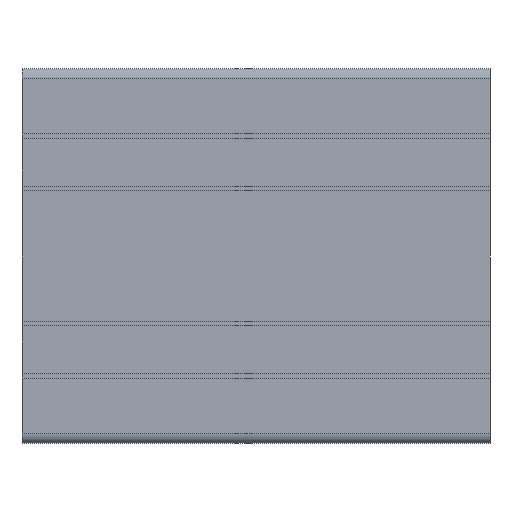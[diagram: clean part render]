
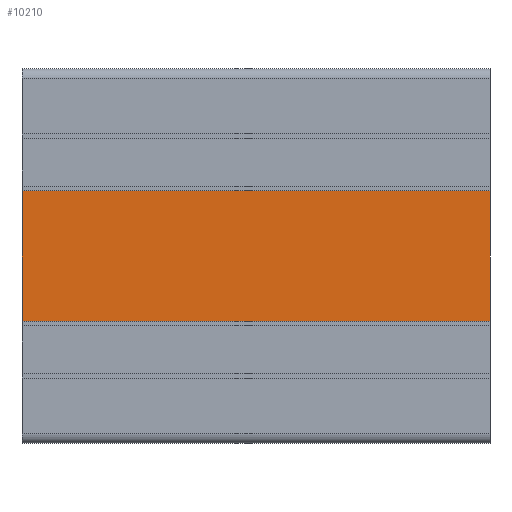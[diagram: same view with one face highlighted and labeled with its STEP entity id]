
A CAD part, left-side view. The second image highlights one B-rep face of the part: STEP entity #10210.
In plain terms, the highlighted planar face has unit normal (-1, 0, 0).
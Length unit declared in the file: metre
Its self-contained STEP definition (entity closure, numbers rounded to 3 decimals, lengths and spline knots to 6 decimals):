
#846=FACE_OUTER_BOUND('',#1348,.T.);
#1348=EDGE_LOOP('',(#8091,#8092,#8093,#8094));
#2490=LINE('',#16359,#3726);
#2491=LINE('',#16362,#3727);
#2492=LINE('',#16364,#3728);
#2493=LINE('',#16365,#3729);
#3726=VECTOR('',#13383,0.1);
#3727=VECTOR('',#13386,0.0278);
#3728=VECTOR('',#13387,0.0278);
#3729=VECTOR('',#13388,0.1);
#4757=VERTEX_POINT('',#16355);
#4758=VERTEX_POINT('',#16357);
#4759=VERTEX_POINT('',#16361);
#4760=VERTEX_POINT('',#16363);
#6174=EDGE_CURVE('',#4758,#4757,#2490,.T.);
#6175=EDGE_CURVE('',#4759,#4757,#2491,.T.);
#6176=EDGE_CURVE('',#4760,#4758,#2492,.T.);
#6177=EDGE_CURVE('',#4760,#4759,#2493,.T.);
#8091=ORIENTED_EDGE('',*,*,#6175,.T.);
#8092=ORIENTED_EDGE('',*,*,#6174,.F.);
#8093=ORIENTED_EDGE('',*,*,#6176,.F.);
#8094=ORIENTED_EDGE('',*,*,#6177,.T.);
#9734=PLANE('',#10947);
#10210=ADVANCED_FACE('',(#846),#9734,.F.);
#10947=AXIS2_PLACEMENT_3D('',#16360,#13384,#13385);
#13383=DIRECTION('',(0.,1.,0.));
#13384=DIRECTION('center_axis',(1.,0.,0.));
#13385=DIRECTION('ref_axis',(0.,0.,-1.));
#13386=DIRECTION('',(0.,0.,-1.));
#13387=DIRECTION('',(0.,0.,-1.));
#13388=DIRECTION('',(0.,1.,0.));
#16355=CARTESIAN_POINT('',(0.00157,0.123935,0.1261));
#16357=CARTESIAN_POINT('',(0.00157,0.023935,0.1261));
#16359=CARTESIAN_POINT('',(0.00157,0.023935,0.1261));
#16360=CARTESIAN_POINT('Origin',(0.00157,-0.876065,
0.1261));
#16361=CARTESIAN_POINT('',(0.00157,0.123935,0.1539));
#16362=CARTESIAN_POINT('',(0.00157,0.123935,0.1539));
#16363=CARTESIAN_POINT('',(0.00157,0.023935,0.1539));
#16364=CARTESIAN_POINT('',(0.00157,0.023935,0.1539));
#16365=CARTESIAN_POINT('',(0.00157,0.023935,0.1539));
